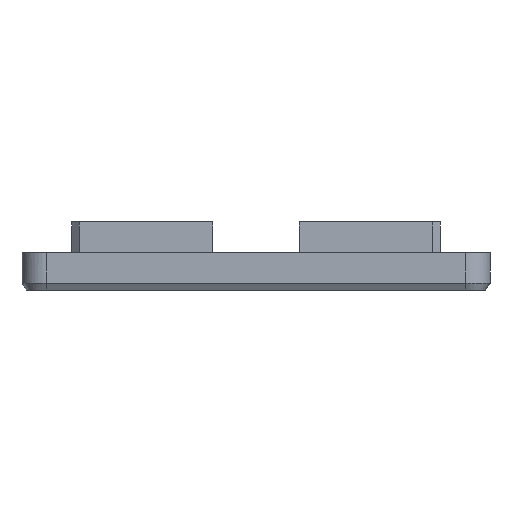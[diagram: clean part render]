
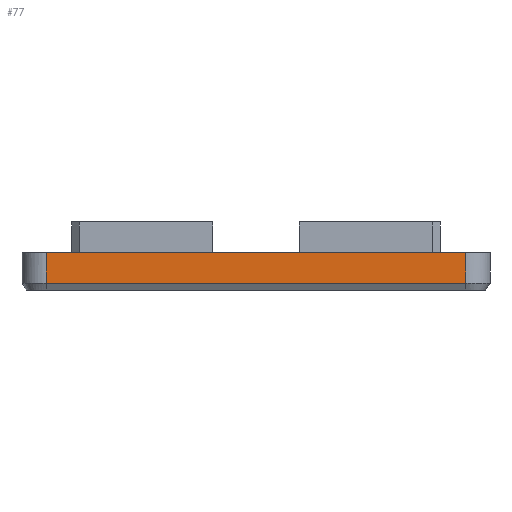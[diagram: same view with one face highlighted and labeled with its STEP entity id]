
A CAD part, left-side view. The second image highlights one B-rep face of the part: STEP entity #77.
In plain terms, the highlighted planar face has unit normal (-1, 0, 0).
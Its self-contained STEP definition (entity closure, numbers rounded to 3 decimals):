
#77=ADVANCED_FACE('',(#246),#2651,.T.);
#246=FACE_OUTER_BOUND('',#415,.T.);
#415=EDGE_LOOP('',(#710,#711,#712,#713));
#710=ORIENTED_EDGE('',*,*,#1504,.T.);
#711=ORIENTED_EDGE('',*,*,#1505,.T.);
#712=ORIENTED_EDGE('',*,*,#1506,.T.);
#713=ORIENTED_EDGE('',*,*,#1507,.T.);
#1504=EDGE_CURVE('',#2322,#2323,#1868,.T.);
#1505=EDGE_CURVE('',#2323,#2324,#1869,.T.);
#1506=EDGE_CURVE('',#2324,#2325,#1870,.T.);
#1507=EDGE_CURVE('',#2325,#2322,#1871,.T.);
#1868=(
BOUNDED_CURVE()
B_SPLINE_CURVE(1,(#4725,#4726),.UNSPECIFIED.,.F.,.F.)
B_SPLINE_CURVE_WITH_KNOTS((2,2),(0.,8.195),.UNSPECIFIED.)
CURVE()
GEOMETRIC_REPRESENTATION_ITEM()
RATIONAL_B_SPLINE_CURVE((1.,1.))
REPRESENTATION_ITEM('')
);
#1869=(
BOUNDED_CURVE()
B_SPLINE_CURVE(2,(#4727,#4728,#4729),.UNSPECIFIED.,.F.,.F.)
B_SPLINE_CURVE_WITH_KNOTS((3,3),(0.,112.),.UNSPECIFIED.)
CURVE()
GEOMETRIC_REPRESENTATION_ITEM()
RATIONAL_B_SPLINE_CURVE((1.,1.,1.))
REPRESENTATION_ITEM('')
);
#1870=(
BOUNDED_CURVE()
B_SPLINE_CURVE(1,(#4730,#4731),.UNSPECIFIED.,.F.,.F.)
B_SPLINE_CURVE_WITH_KNOTS((2,2),(0.,8.195),.UNSPECIFIED.)
CURVE()
GEOMETRIC_REPRESENTATION_ITEM()
RATIONAL_B_SPLINE_CURVE((1.,1.))
REPRESENTATION_ITEM('')
);
#1871=(
BOUNDED_CURVE()
B_SPLINE_CURVE(2,(#4732,#4733,#4734),.UNSPECIFIED.,.F.,.F.)
B_SPLINE_CURVE_WITH_KNOTS((3,3),(0.,112.),.UNSPECIFIED.)
CURVE()
GEOMETRIC_REPRESENTATION_ITEM()
RATIONAL_B_SPLINE_CURVE((1.,1.,1.))
REPRESENTATION_ITEM('')
);
#2322=VERTEX_POINT('',#4343);
#2323=VERTEX_POINT('',#4344);
#2324=VERTEX_POINT('',#4345);
#2325=VERTEX_POINT('',#4346);
#2651=PLANE('',#2765);
#2765=AXIS2_PLACEMENT_3D('',#3031,#2862,$);
#2862=DIRECTION('',(-1.,0.,0.));
#3031=CARTESIAN_POINT('',(-368.401,67.212,-15.026));
#4343=CARTESIAN_POINT('',(-368.401,56.,-5.999));
#4344=CARTESIAN_POINT('',(-368.401,56.,-14.195));
#4345=CARTESIAN_POINT('',(-368.401,-56.,-14.195));
#4346=CARTESIAN_POINT('',(-368.401,-56.,-5.999));
#4725=CARTESIAN_POINT('',(-368.401,56.,-5.999));
#4726=CARTESIAN_POINT('',(-368.401,56.,-14.195));
#4727=CARTESIAN_POINT('',(-368.401,56.,-14.195));
#4728=CARTESIAN_POINT('',(-368.401,0.,-14.195));
#4729=CARTESIAN_POINT('',(-368.401,-56.,-14.195));
#4730=CARTESIAN_POINT('',(-368.401,-56.,-14.195));
#4731=CARTESIAN_POINT('',(-368.401,-56.,-5.999));
#4732=CARTESIAN_POINT('',(-368.401,-56.,-5.999));
#4733=CARTESIAN_POINT('',(-368.401,0.,-5.999));
#4734=CARTESIAN_POINT('',(-368.401,56.,-5.999));
